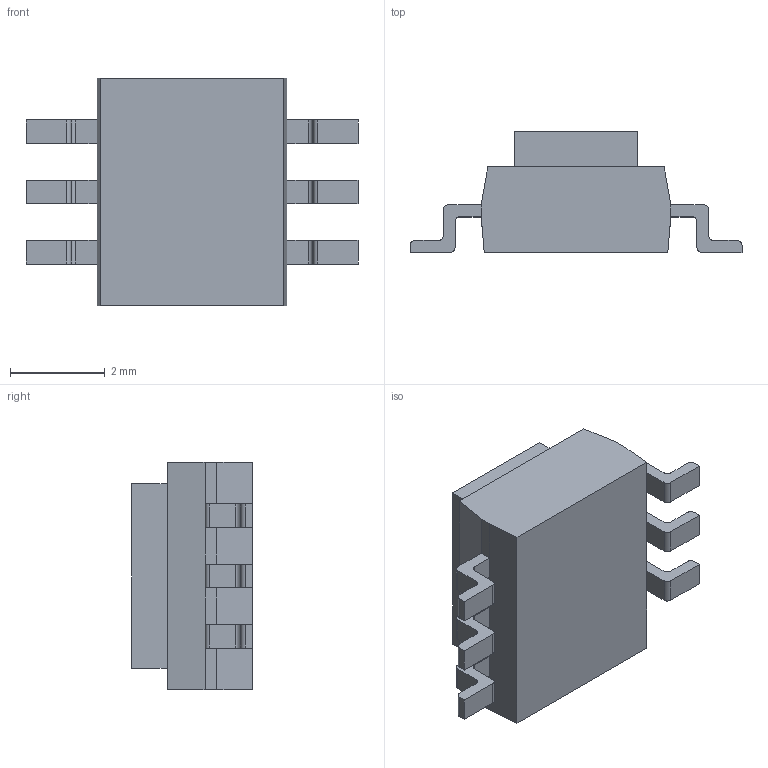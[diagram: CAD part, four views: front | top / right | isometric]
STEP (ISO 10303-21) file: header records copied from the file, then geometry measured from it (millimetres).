
FILE_DESCRIPTION(/* description */ (''),/* implementation_level */ '2;1');
FILE_NAME(/* name */ 'S9706 v1 v1.step',/* time_stamp */ '2025-10-02T21:58:59+09:00',/* author */ (''),/* organization */ (''),/* preprocessor_version */ 'ST-DEVELOPER v20.1',/* originating_system */ 'Autodesk Translation Framework v14.17.0.0',/* authorisation */ '');
FILE_SCHEMA (('AUTOMOTIVE_DESIGN { 1 0 10303 214 3 1 1 }'));
Length unit declared in the file: millimetre
Products named in the file (1): S9706 v1
Bounding box: 7 x 2.55 x 4.8 mm (x, y, z)
Volume: 43.1 mm3; surface area: 97.2 mm2
Topology: 1 solids, 1 shells, 105 faces, 282 edges, 180 vertices
Faces by surface type: plane 75, cylinder 30
Entity records: 3319 total; most frequent: CARTESIAN_POINT 568, ORIENTED_EDGE 564, DIRECTION 554, EDGE_CURVE 282, LINE 222, VECTOR 222, VERTEX_POINT 180, AXIS2_PLACEMENT_3D 166
